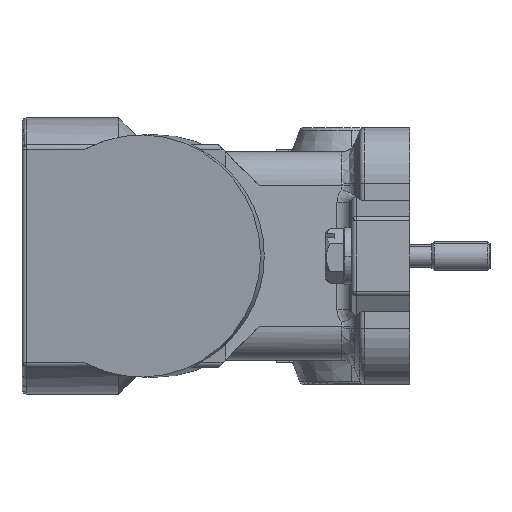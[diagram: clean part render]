
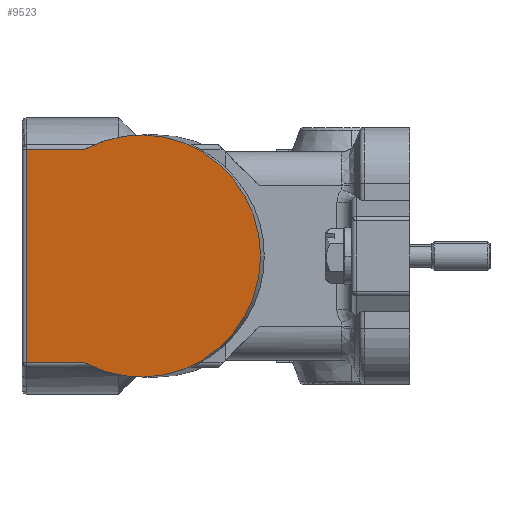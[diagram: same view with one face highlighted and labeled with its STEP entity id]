
A CAD part, left-side view. The second image highlights one B-rep face of the part: STEP entity #9523.
In plain terms, the highlighted planar face has unit normal (-0.985, 0.174, 0).
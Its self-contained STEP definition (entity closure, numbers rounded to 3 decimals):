
#1144=CARTESIAN_POINT('',(-44.67,137.074,22.));
#1161=DIRECTION('',(-0.174,-0.985,0.));
#1162=VECTOR('',#1161,12.287);
#1163=CARTESIAN_POINT('',(-42.536,149.174,22.));
#1164=LINE('',#1163,#1162);
#1184=DIRECTION('',(0.,0.,1.));
#1185=VECTOR('',#1184,44.);
#1186=CARTESIAN_POINT('',(-42.536,149.174,
-22.));
#1187=LINE('',#1186,#1185);
#1198=DIRECTION('',(0.174,0.985,0.));
#1199=VECTOR('',#1198,12.287);
#1200=CARTESIAN_POINT('',(-44.67,137.074,
-22.));
#1201=LINE('',#1200,#1199);
#1219=CARTESIAN_POINT('',(-46.732,125.38,
0.));
#1220=DIRECTION('',(-0.985,0.174,0.));
#1221=DIRECTION('',(-0.174,-0.985,0.));
#1222=AXIS2_PLACEMENT_3D('',#1219,#1220,#1221);
#1224=CARTESIAN_POINT('',(-46.732,125.38,
0.));
#1225=DIRECTION('',(-0.985,0.174,0.));
#1226=DIRECTION('',(0.082,0.468,-0.88));
#1227=AXIS2_PLACEMENT_3D('',#1224,#1225,#1226);
#6103=CARTESIAN_POINT('',(-42.536,149.174,
-22.));
#6104=VERTEX_POINT('',#6103);
#6233=CARTESIAN_POINT('',(-42.536,149.174,22.));
#6234=VERTEX_POINT('',#6233);
#6235=CARTESIAN_POINT('',(-44.67,137.074,
-22.));
#6236=VERTEX_POINT('',#6235);
#6315=VERTEX_POINT('',#1144);
#6335=CARTESIAN_POINT('',(-51.073,100.76,
0.));
#6336=VERTEX_POINT('',#6335);
#9511=CARTESIAN_POINT('',(-46.732,125.38,
0.));
#9512=DIRECTION('',(0.985,-0.174,0.));
#9513=DIRECTION('',(0.174,0.985,0.));
#9514=AXIS2_PLACEMENT_3D('',#9511,#9512,#9513);
#9515=PLANE('',#9514);
#9516=ORIENTED_EDGE('',*,*,#9504,.T.);
#9517=ORIENTED_EDGE('',*,*,#9480,.T.);
#9518=ORIENTED_EDGE('',*,*,#9448,.T.);
#9519=ORIENTED_EDGE('',*,*,#9431,.F.);
#9520=ORIENTED_EDGE('',*,*,#9429,.F.);
#9521=EDGE_LOOP('',(#9516,#9517,#9518,#9519,#9520));
#9522=FACE_OUTER_BOUND('',#9521,.F.);
#9523=ADVANCED_FACE('',(#9522),#9515,.F.);
#1223=CIRCLE('',#1222,25.);
#1228=CIRCLE('',#1227,25.);
#9429=EDGE_CURVE('',#6236,#6336,#1228,.T.);
#9431=EDGE_CURVE('',#6336,#6315,#1223,.T.);
#9448=EDGE_CURVE('',#6234,#6315,#1164,.T.);
#9480=EDGE_CURVE('',#6104,#6234,#1187,.T.);
#9504=EDGE_CURVE('',#6236,#6104,#1201,.T.);
